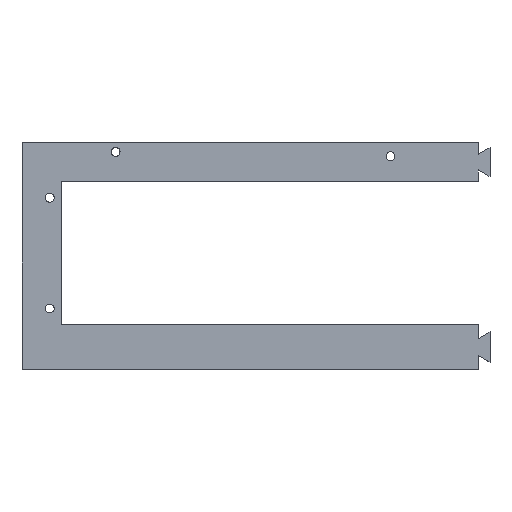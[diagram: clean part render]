
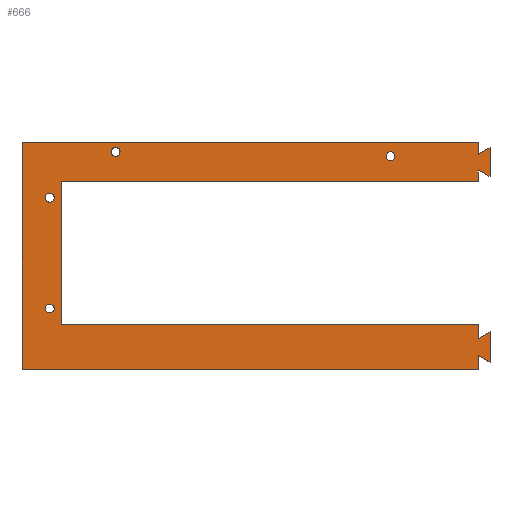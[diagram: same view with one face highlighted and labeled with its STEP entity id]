
A CAD part, top view. The second image highlights one B-rep face of the part: STEP entity #666.
In plain terms, the highlighted planar face has unit normal (0, 0, 1).
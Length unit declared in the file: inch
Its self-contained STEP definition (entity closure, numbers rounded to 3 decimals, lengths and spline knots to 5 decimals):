
#20=FACE_BOUND('',#88,.T.);
#21=FACE_BOUND('',#89,.T.);
#22=FACE_BOUND('',#90,.T.);
#23=FACE_BOUND('',#91,.T.);
#29=CIRCLE('',#715,0.095);
#30=CIRCLE('',#716,0.095);
#31=CIRCLE('',#717,0.095);
#32=CIRCLE('',#718,0.095);
#53=FACE_OUTER_BOUND('',#87,.T.);
#87=EDGE_LOOP('',(#505,#506,#507,#508,#509,#510,#511,#512,#513,#514,#515,
#516,#517,#518,#519,#520));
#88=EDGE_LOOP('',(#521));
#89=EDGE_LOOP('',(#522));
#90=EDGE_LOOP('',(#523));
#91=EDGE_LOOP('',(#524));
#118=LINE('',#925,#201);
#123=LINE('',#935,#206);
#126=LINE('',#941,#209);
#130=LINE('',#950,#213);
#133=LINE('',#956,#216);
#136=LINE('',#962,#219);
#144=LINE('',#979,#227);
#149=LINE('',#987,#232);
#151=LINE('',#992,#234);
#154=LINE('',#998,#237);
#163=LINE('',#1014,#246);
#170=LINE('',#1028,#253);
#171=LINE('',#1031,#254);
#172=LINE('',#1032,#255);
#173=LINE('',#1034,#256);
#174=LINE('',#1035,#257);
#201=VECTOR('',#750,0.3937);
#206=VECTOR('',#757,0.3937);
#209=VECTOR('',#762,0.3937);
#213=VECTOR('',#768,0.3937);
#216=VECTOR('',#773,0.3937);
#219=VECTOR('',#778,0.3937);
#227=VECTOR('',#788,0.3937);
#232=VECTOR('',#795,0.3937);
#234=VECTOR('',#799,0.3937);
#237=VECTOR('',#804,0.3937);
#246=VECTOR('',#819,0.3937);
#253=VECTOR('',#828,0.3937);
#254=VECTOR('',#831,0.3937);
#255=VECTOR('',#832,0.3937);
#256=VECTOR('',#833,0.3937);
#257=VECTOR('',#834,0.3937);
#284=VERTEX_POINT('',#922);
#285=VERTEX_POINT('',#924);
#289=VERTEX_POINT('',#934);
#291=VERTEX_POINT('',#940);
#294=VERTEX_POINT('',#947);
#295=VERTEX_POINT('',#949);
#297=VERTEX_POINT('',#955);
#299=VERTEX_POINT('',#961);
#306=VERTEX_POINT('',#976);
#307=VERTEX_POINT('',#978);
#311=VERTEX_POINT('',#991);
#313=VERTEX_POINT('',#997);
#317=VERTEX_POINT('',#1012);
#323=VERTEX_POINT('',#1026);
#324=VERTEX_POINT('',#1030);
#325=VERTEX_POINT('',#1033);
#326=VERTEX_POINT('',#1036);
#327=VERTEX_POINT('',#1038);
#328=VERTEX_POINT('',#1040);
#329=VERTEX_POINT('',#1042);
#346=EDGE_CURVE('',#285,#284,#118,.T.);
#351=EDGE_CURVE('',#289,#285,#123,.T.);
#354=EDGE_CURVE('',#291,#289,#126,.T.);
#358=EDGE_CURVE('',#295,#294,#130,.T.);
#361=EDGE_CURVE('',#297,#295,#133,.T.);
#364=EDGE_CURVE('',#299,#297,#136,.T.);
#372=EDGE_CURVE('',#307,#306,#144,.T.);
#377=EDGE_CURVE('',#284,#307,#149,.T.);
#379=EDGE_CURVE('',#311,#299,#151,.T.);
#382=EDGE_CURVE('',#313,#311,#154,.T.);
#391=EDGE_CURVE('',#306,#317,#163,.T.);
#398=EDGE_CURVE('',#294,#323,#170,.T.);
#399=EDGE_CURVE('',#317,#324,#171,.T.);
#400=EDGE_CURVE('',#324,#313,#172,.T.);
#401=EDGE_CURVE('',#323,#325,#173,.T.);
#402=EDGE_CURVE('',#291,#325,#174,.T.);
#403=EDGE_CURVE('',#326,#326,#29,.T.);
#404=EDGE_CURVE('',#327,#327,#30,.T.);
#405=EDGE_CURVE('',#328,#328,#31,.T.);
#406=EDGE_CURVE('',#329,#329,#32,.T.);
#505=ORIENTED_EDGE('',*,*,#354,.T.);
#506=ORIENTED_EDGE('',*,*,#351,.T.);
#507=ORIENTED_EDGE('',*,*,#346,.T.);
#508=ORIENTED_EDGE('',*,*,#377,.T.);
#509=ORIENTED_EDGE('',*,*,#372,.T.);
#510=ORIENTED_EDGE('',*,*,#391,.T.);
#511=ORIENTED_EDGE('',*,*,#399,.T.);
#512=ORIENTED_EDGE('',*,*,#400,.T.);
#513=ORIENTED_EDGE('',*,*,#382,.T.);
#514=ORIENTED_EDGE('',*,*,#379,.T.);
#515=ORIENTED_EDGE('',*,*,#364,.T.);
#516=ORIENTED_EDGE('',*,*,#361,.T.);
#517=ORIENTED_EDGE('',*,*,#358,.T.);
#518=ORIENTED_EDGE('',*,*,#398,.T.);
#519=ORIENTED_EDGE('',*,*,#401,.T.);
#520=ORIENTED_EDGE('',*,*,#402,.F.);
#521=ORIENTED_EDGE('',*,*,#403,.T.);
#522=ORIENTED_EDGE('',*,*,#404,.T.);
#523=ORIENTED_EDGE('',*,*,#405,.T.);
#524=ORIENTED_EDGE('',*,*,#406,.T.);
#637=PLANE('',#714);
#666=ADVANCED_FACE('',(#53,#20,#21,#22,#23),#637,.T.);
#714=AXIS2_PLACEMENT_3D('',#1029,#829,#830);
#715=AXIS2_PLACEMENT_3D('',#1037,#835,#836);
#716=AXIS2_PLACEMENT_3D('',#1039,#837,#838);
#717=AXIS2_PLACEMENT_3D('',#1041,#839,#840);
#718=AXIS2_PLACEMENT_3D('',#1043,#841,#842);
#750=DIRECTION('',(0.,1.,0.));
#757=DIRECTION('',(0.866,-0.5,0.));
#762=DIRECTION('',(0.,1.,0.));
#768=DIRECTION('',(0.,1.,0.));
#773=DIRECTION('',(-0.866,-0.5,0.));
#778=DIRECTION('',(0.,1.,0.));
#788=DIRECTION('',(0.,1.,0.));
#795=DIRECTION('',(-0.866,-0.5,0.));
#799=DIRECTION('',(0.866,-0.5,0.));
#804=DIRECTION('',(0.,1.,0.));
#819=DIRECTION('',(-1.,0.,0.));
#828=DIRECTION('',(-1.,0.,0.));
#829=DIRECTION('center_axis',(0.,0.,1.));
#830=DIRECTION('ref_axis',(1.,0.,0.));
#831=DIRECTION('',(0.,1.,0.));
#832=DIRECTION('',(1.,0.,0.));
#833=DIRECTION('',(0.,-1.,0.));
#834=DIRECTION('',(-1.,0.,0.));
#835=DIRECTION('center_axis',(0.,0.,-1.));
#836=DIRECTION('ref_axis',(-1.,0.,0.));
#837=DIRECTION('center_axis',(0.,0.,-1.));
#838=DIRECTION('ref_axis',(-1.,0.,0.));
#839=DIRECTION('center_axis',(0.,0.,-1.));
#840=DIRECTION('ref_axis',(-1.,0.,0.));
#841=DIRECTION('center_axis',(0.,0.,-1.));
#842=DIRECTION('ref_axis',(-1.,0.,0.));
#922=CARTESIAN_POINT('',(10.51575,0.73874,0.25));
#924=CARTESIAN_POINT('',(10.51575,0.09306,0.25));
#925=CARTESIAN_POINT('',(10.51575,1.29023,0.25));
#934=CARTESIAN_POINT('',(10.26575,0.2374,0.25));
#935=CARTESIAN_POINT('',(10.62236,0.03151,0.25));
#940=CARTESIAN_POINT('',(10.26575,-0.0626,0.25));
#941=CARTESIAN_POINT('',(10.26575,1.2124,0.25));
#947=CARTESIAN_POINT('',(10.26575,4.7874,0.25));
#949=CARTESIAN_POINT('',(10.26575,4.5374,0.25));
#950=CARTESIAN_POINT('',(10.26575,3.5124,0.25));
#955=CARTESIAN_POINT('',(10.51575,4.68174,0.25));
#956=CARTESIAN_POINT('',(10.79066,4.84046,0.25));
#961=CARTESIAN_POINT('',(10.51575,4.05751,0.25));
#962=CARTESIAN_POINT('',(10.51575,3.27246,0.25));
#976=CARTESIAN_POINT('',(10.26575,0.8944,0.25));
#978=CARTESIAN_POINT('',(10.26575,0.5944,0.25));
#979=CARTESIAN_POINT('',(10.26575,1.5409,0.25));
#987=CARTESIAN_POINT('',(11.64434,1.39034,0.25));
#991=CARTESIAN_POINT('',(10.26575,4.20185,0.25));
#992=CARTESIAN_POINT('',(11.48069,3.50041,0.25));
#997=CARTESIAN_POINT('',(10.26575,3.95185,0.25));
#998=CARTESIAN_POINT('',(10.26575,3.21963,0.25));
#1012=CARTESIAN_POINT('',(1.3513,0.8944,0.25));
#1014=CARTESIAN_POINT('',(6.93352,0.8944,0.25));
#1026=CARTESIAN_POINT('',(0.51575,4.7874,0.25));
#1028=CARTESIAN_POINT('',(24.51575,4.7874,0.25));
#1029=CARTESIAN_POINT('Origin',(12.51575,2.4874,0.25));
#1030=CARTESIAN_POINT('',(1.3513,3.95185,0.25));
#1031=CARTESIAN_POINT('',(1.3513,3.21963,0.25));
#1032=CARTESIAN_POINT('',(14.40506,3.95185,0.25));
#1033=CARTESIAN_POINT('',(0.51575,-0.0626,0.25));
#1034=CARTESIAN_POINT('',(0.51575,2.1874,0.25));
#1035=CARTESIAN_POINT('',(0.51575,-0.0626,0.25));
#1036=CARTESIAN_POINT('',(8.48476,4.49213,0.25));
#1037=CARTESIAN_POINT('Origin',(8.38976,4.49213,0.25));
#1038=CARTESIAN_POINT('',(1.2013,3.6063,0.25));
#1039=CARTESIAN_POINT('Origin',(1.1063,3.6063,0.25));
#1040=CARTESIAN_POINT('',(1.2013,1.23996,0.25));
#1041=CARTESIAN_POINT('Origin',(1.1063,1.23996,0.25));
#1042=CARTESIAN_POINT('',(2.61075,4.5874,0.25));
#1043=CARTESIAN_POINT('Origin',(2.51575,4.5874,0.25));
